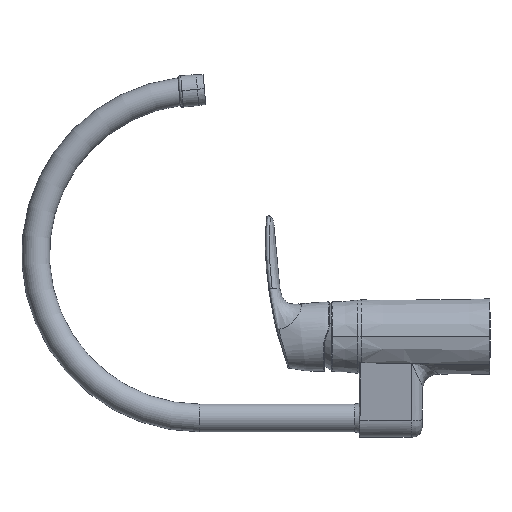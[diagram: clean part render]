
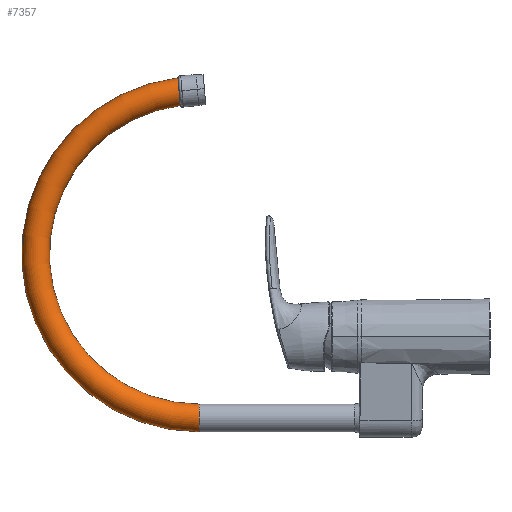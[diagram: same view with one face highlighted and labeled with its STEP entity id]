
A CAD part, left-side view. The second image highlights one B-rep face of the part: STEP entity #7357.
In plain terms, the highlighted toroidal (fillet/blend) face has major radius 118 mm and minor radius 10 mm.
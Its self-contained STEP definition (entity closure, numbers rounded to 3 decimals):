
#62 = VERTEX_POINT ( 'NONE', #6895 ) ;
#82 = CARTESIAN_POINT ( 'NONE',  ( 0., 209.7, 59.4 ) ) ;
#427 = CARTESIAN_POINT ( 'NONE',  ( 0., 223.446, 166.522 ) ) ;
#488 = ORIENTED_EDGE ( 'NONE', *, *, #1240, .T. ) ;
#593 = CARTESIAN_POINT ( 'NONE',  ( -0.654, 225.189, 186.443 ) ) ;
#675 = AXIS2_PLACEMENT_3D ( 'NONE', #82, #9950, #6920 ) ;
#717 = CARTESIAN_POINT ( 'NONE',  ( -9.999, 224.261, 175.834 ) ) ;
#761 = CARTESIAN_POINT ( 'NONE',  ( -8.976, 223.933, 172.084 ) ) ;
#767 = CARTESIAN_POINT ( 'NONE',  ( -5.01, 225.074, 185.124 ) ) ;
#772 = AXIS2_PLACEMENT_3D ( 'NONE', #6195, #2252, #11171 ) ;
#925 = AXIS2_PLACEMENT_3D ( 'NONE', #10001, #12070, #12035 ) ;
#1240 = EDGE_CURVE ( 'NONE', #7152, #6399, #8233, .T. ) ;
#1332 = EDGE_LOOP ( 'NONE', ( #488, #10266, #4883, #12632, #7655 ) ) ;
#1588 = CARTESIAN_POINT ( 'NONE',  ( -4.431, 225.101, 185.433 ) ) ;
#1681 = CARTESIAN_POINT ( 'NONE',  ( -7.542, 224.894, 183.07 ) ) ;
#1755 = CARTESIAN_POINT ( 'NONE',  ( -9.663, 224.092, 173.905 ) ) ;
#1798 = CARTESIAN_POINT ( 'NONE',  ( -5.017, 223.562, 167.843 ) ) ;
#1878 = CARTESIAN_POINT ( 'NONE',  ( -1.634, 223.458, 166.65 ) ) ;
#2252 = DIRECTION ( 'NONE',  ( -1., 0., 0. ) ) ;
#2667 = CARTESIAN_POINT ( 'NONE',  ( 0., 225.191, 186.459 ) ) ;
#2743 = EDGE_CURVE ( 'NONE', #6399, #62, #9240, .T. ) ;
#2751 = CARTESIAN_POINT ( 'NONE',  ( -3.226, 223.492, 167.049 ) ) ;
#3581 = CARTESIAN_POINT ( 'NONE',  ( -10., 224.318, 176.483 ) ) ;
#3752 = CARTESIAN_POINT ( 'NONE',  ( -9.744, 224.12, 174.225 ) ) ;
#4530 = CARTESIAN_POINT ( 'NONE',  ( -9.936, 224.432, 177.794 ) ) ;
#4576 = CARTESIAN_POINT ( 'NONE',  ( -3.222, 225.146, 185.95 ) ) ;
#4666 = CARTESIAN_POINT ( 'NONE',  ( -9.681, 224.544, 179.072 ) ) ;
#4830 = CARTESIAN_POINT ( 'NONE',  ( -9.936, 224.204, 175.188 ) ) ;
#4883 = ORIENTED_EDGE ( 'NONE', *, *, #8617, .F. ) ;
#5350 = FACE_OUTER_BOUND ( 'NONE', #1332, .T. ) ;
#5529 = CARTESIAN_POINT ( 'NONE',  ( -7.955, 224.85, 182.566 ) ) ;
#5576 = CARTESIAN_POINT ( 'NONE',  ( -4.131, 225.113, 185.575 ) ) ;
#5617 = CARTESIAN_POINT ( 'NONE',  ( -6.608, 224.976, 184.002 ) ) ;
#5655 = CARTESIAN_POINT ( 'NONE',  ( -4.444, 223.535, 167.536 ) ) ;
#5700 = CARTESIAN_POINT ( 'NONE',  ( -0.326, 223.446, 166.522 ) ) ;
#5723 = EDGE_CURVE ( 'NONE', #6425, #11029, #12326, .T. ) ;
#5780 = CARTESIAN_POINT ( 'NONE',  ( -3.538, 223.502, 167.161 ) ) ;
#6195 = CARTESIAN_POINT ( 'NONE',  ( 0., 209.7, 59.4 ) ) ;
#6399 = VERTEX_POINT ( 'NONE', #8175 ) ;
#6425 = VERTEX_POINT ( 'NONE', #427 ) ;
#6509 = CARTESIAN_POINT ( 'NONE',  ( -2.599, 225.163, 186.139 ) ) ;
#6641 = CARTESIAN_POINT ( 'NONE',  ( -7.537, 223.742, 169.907 ) ) ;
#6663 = DIRECTION ( 'NONE',  ( 0., -1., 0. ) ) ;
#6688 = CARTESIAN_POINT ( 'NONE',  ( -8.666, 224.755, 181.476 ) ) ;
#6727 = CARTESIAN_POINT ( 'NONE',  ( -7.951, 223.786, 170.409 ) ) ;
#6895 = CARTESIAN_POINT ( 'NONE',  ( 0., 209.7, -68.6 ) ) ;
#6920 = DIRECTION ( 'NONE',  ( 0., 0., 1. ) ) ;
#6969 = EDGE_CURVE ( 'NONE', #6425, #7152, #11054, .T. ) ;
#7152 = VERTEX_POINT ( 'NONE', #12621 ) ;
#7357 = ADVANCED_FACE ( 'NONE', ( #5350 ), #11379, .T. ) ;
#7597 = CARTESIAN_POINT ( 'NONE',  ( -8.975, 224.704, 180.899 ) ) ;
#7636 = CARTESIAN_POINT ( 'NONE',  ( -0.652, 223.448, 166.537 ) ) ;
#7655 = ORIENTED_EDGE ( 'NONE', *, *, #6969, .T. ) ;
#7680 = CARTESIAN_POINT ( 'NONE',  ( -9.254, 223.984, 172.67 ) ) ;
#7762 = CARTESIAN_POINT ( 'NONE',  ( -2.278, 223.469, 166.778 ) ) ;
#8175 = CARTESIAN_POINT ( 'NONE',  ( 0., 225.191, 186.459 ) ) ;
#8233 = B_SPLINE_CURVE_WITH_KNOTS ( 'NONE', 3,
 ( #3581, #8642, #4530, #4666, #11541, #10580, #7597, #6688, #11452, #5529, #1681, #5617, #11587, #11495, #767, #1588, #5576, #4576, #6509, #8596, #10495, #593, #12584, #2667 ),
 .UNSPECIFIED., .F., .F.,
 ( 4, 2, 2, 2, 2, 2, 2, 2, 2, 2, 2, 4 ),
 ( 0.012, 0.014, 0.016, 0.017, 0.018, 0.02, 0.022, 0.023, 0.024, 0.026, 0.027, 0.028 ),
 .UNSPECIFIED. ) ;
#8596 = CARTESIAN_POINT ( 'NONE',  ( -1.636, 225.179, 186.33 ) ) ;
#8617 = EDGE_CURVE ( 'NONE', #11029, #62, #8913, .T. ) ;
#8642 = CARTESIAN_POINT ( 'NONE',  ( -10.001, 224.375, 177.134 ) ) ;
#8719 = CARTESIAN_POINT ( 'NONE',  ( -6.097, 223.627, 168.582 ) ) ;
#8913 = CIRCLE ( 'NONE', #11042, 10. ) ;
#9156 = CARTESIAN_POINT ( 'NONE',  ( 0., 209.7, -48.6 ) ) ;
#9240 = CIRCLE ( 'NONE', #675, 128. ) ;
#9533 = CARTESIAN_POINT ( 'NONE',  ( 0., 209.7, -58.6 ) ) ;
#9684 = CARTESIAN_POINT ( 'NONE',  ( -9.473, 224.038, 173.282 ) ) ;
#9707 = DIRECTION ( 'NONE',  ( 0., 0., 1. ) ) ;
#9766 = CARTESIAN_POINT ( 'NONE',  ( -6.605, 223.663, 168.999 ) ) ;
#9950 = DIRECTION ( 'NONE',  ( -1., 0., 0. ) ) ;
#10001 = CARTESIAN_POINT ( 'NONE',  ( 0., 209.7, 59.4 ) ) ;
#10266 = ORIENTED_EDGE ( 'NONE', *, *, #2743, .T. ) ;
#10495 = CARTESIAN_POINT ( 'NONE',  ( -1.31, 225.184, 186.379 ) ) ;
#10580 = CARTESIAN_POINT ( 'NONE',  ( -9.117, 224.678, 180.6 ) ) ;
#10662 = CARTESIAN_POINT ( 'NONE',  ( -8.668, 223.883, 171.509 ) ) ;
#10787 = CARTESIAN_POINT ( 'NONE',  ( 0., 223.446, 166.522 ) ) ;
#11029 = VERTEX_POINT ( 'NONE', #9156 ) ;
#11042 = AXIS2_PLACEMENT_3D ( 'NONE', #9533, #6663, #9707 ) ;
#11054 = B_SPLINE_CURVE_WITH_KNOTS ( 'NONE', 3,
 ( #10787, #5700, #7636, #11703, #1878, #7762, #11581, #2751, #5780, #5655, #1798, #12579, #8719, #9766, #12668, #6641, #6727, #11747, #10662, #761, #7680, #9684, #1755, #3752, #4830, #717, #12747 ),
 .UNSPECIFIED., .F., .F.,
 ( 4, 2, 2, 2, 2, 2, 2, 2, 2, 2, 1, 2, 2, 4 ),
 ( 0.059, 0.06, 0.061, 0.062, 0.063, 0.065, 0.066, 0.067, 0.069, 0.07, 0.071, 0.072, 0.073, 0.075 ),
 .UNSPECIFIED. ) ;
#11171 = DIRECTION ( 'NONE',  ( 0., -1., 0. ) ) ;
#11379 = TOROIDAL_SURFACE ( 'NONE', #772, 118., 10. ) ;
#11452 = CARTESIAN_POINT ( 'NONE',  ( -8.498, 224.779, 181.755 ) ) ;
#11495 = CARTESIAN_POINT ( 'NONE',  ( -5.29, 225.059, 184.956 ) ) ;
#11541 = CARTESIAN_POINT ( 'NONE',  ( -9.493, 224.599, 179.694 ) ) ;
#11581 = CARTESIAN_POINT ( 'NONE',  ( -2.597, 223.476, 166.858 ) ) ;
#11587 = CARTESIAN_POINT ( 'NONE',  ( -6.103, 225.012, 184.414 ) ) ;
#11703 = CARTESIAN_POINT ( 'NONE',  ( -1.307, 223.453, 166.602 ) ) ;
#11747 = CARTESIAN_POINT ( 'NONE',  ( -8.498, 223.858, 171.227 ) ) ;
#12035 = DIRECTION ( 'NONE',  ( 0., 0., 1. ) ) ;
#12070 = DIRECTION ( 'NONE',  ( -1., 0., 0. ) ) ;
#12326 = CIRCLE ( 'NONE', #925, 108. ) ;
#12579 = CARTESIAN_POINT ( 'NONE',  ( -5.832, 223.609, 168.386 ) ) ;
#12584 = CARTESIAN_POINT ( 'NONE',  ( -0.326, 225.191, 186.459 ) ) ;
#12621 = CARTESIAN_POINT ( 'NONE',  ( -10., 224.318, 176.483 ) ) ;
#12632 = ORIENTED_EDGE ( 'NONE', *, *, #5723, .F. ) ;
#12668 = CARTESIAN_POINT ( 'NONE',  ( -6.847, 223.682, 169.218 ) ) ;
#12747 = CARTESIAN_POINT ( 'NONE',  ( -10., 224.318, 176.483 ) ) ;
